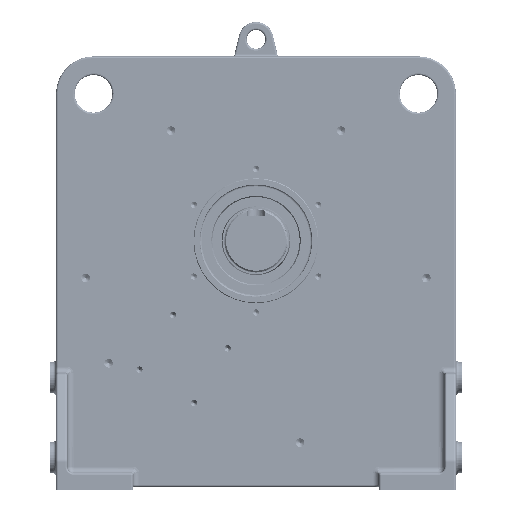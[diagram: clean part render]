
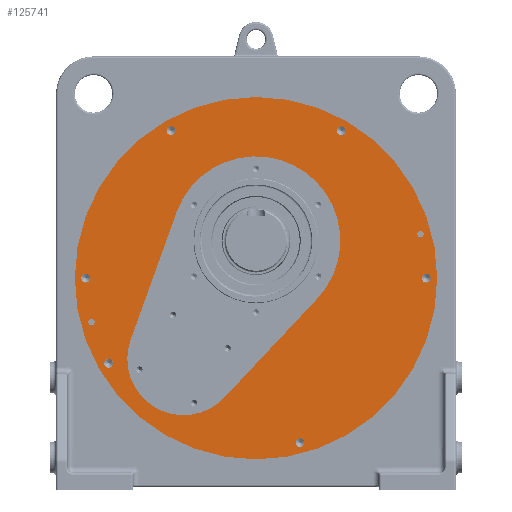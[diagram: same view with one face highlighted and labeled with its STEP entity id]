
A CAD part, front view. The second image highlights one B-rep face of the part: STEP entity #125741.
In plain terms, the highlighted face is planar.
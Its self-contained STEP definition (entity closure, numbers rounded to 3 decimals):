
#8104=LINE('',#185742,#17933);
#8105=LINE('',#185747,#17934);
#17933=VECTOR('',#148460,1000.);
#17934=VECTOR('',#148463,1000.);
#27555=PLANE('',#133715);
#31463=ORIENTED_EDGE('',*,*,#69731,.F.);
#31464=ORIENTED_EDGE('',*,*,#69732,.F.);
#31465=ORIENTED_EDGE('',*,*,#69729,.T.);
#31466=ORIENTED_EDGE('',*,*,#69727,.T.);
#31467=ORIENTED_EDGE('',*,*,#69725,.T.);
#31468=ORIENTED_EDGE('',*,*,#69723,.T.);
#31469=ORIENTED_EDGE('',*,*,#69721,.T.);
#31470=ORIENTED_EDGE('',*,*,#69719,.T.);
#31471=ORIENTED_EDGE('',*,*,#69733,.T.);
#31472=ORIENTED_EDGE('',*,*,#69734,.T.);
#31473=ORIENTED_EDGE('',*,*,#69735,.T.);
#31474=ORIENTED_EDGE('',*,*,#69736,.T.);
#31475=ORIENTED_EDGE('',*,*,#69717,.F.);
#69717=EDGE_CURVE('',#88970,#88970,#101397,.T.);
#69719=EDGE_CURVE('',#88972,#88972,#101399,.T.);
#69721=EDGE_CURVE('',#88974,#88974,#101401,.T.);
#69723=EDGE_CURVE('',#88976,#88976,#101403,.T.);
#69725=EDGE_CURVE('',#88978,#88978,#101405,.T.);
#69727=EDGE_CURVE('',#88980,#88980,#101407,.T.);
#69729=EDGE_CURVE('',#88982,#88982,#101409,.T.);
#69731=EDGE_CURVE('',#88984,#88984,#101411,.T.);
#69732=EDGE_CURVE('',#88985,#88985,#101412,.T.);
#69733=EDGE_CURVE('',#88986,#88987,#8104,.T.);
#69734=EDGE_CURVE('',#88987,#88988,#101413,.T.);
#69735=EDGE_CURVE('',#88988,#88989,#8105,.T.);
#69736=EDGE_CURVE('',#88989,#88986,#101414,.T.);
#88970=VERTEX_POINT('',#185704);
#88972=VERTEX_POINT('',#185709);
#88974=VERTEX_POINT('',#185714);
#88976=VERTEX_POINT('',#185719);
#88978=VERTEX_POINT('',#185724);
#88980=VERTEX_POINT('',#185729);
#88982=VERTEX_POINT('',#185734);
#88984=VERTEX_POINT('',#185739);
#88985=VERTEX_POINT('',#185741);
#88986=VERTEX_POINT('',#185743);
#88987=VERTEX_POINT('',#185744);
#88988=VERTEX_POINT('',#185746);
#88989=VERTEX_POINT('',#185748);
#101397=CIRCLE('',#133695,290.);
#101399=CIRCLE('',#133698,7.);
#101401=CIRCLE('',#133701,7.);
#101403=CIRCLE('',#133704,7.);
#101405=CIRCLE('',#133707,7.);
#101407=CIRCLE('',#133710,7.);
#101409=CIRCLE('',#133713,7.);
#101411=CIRCLE('',#133716,5.053);
#101412=CIRCLE('',#133717,5.053);
#101413=CIRCLE('',#133718,135.);
#101414=CIRCLE('',#133719,90.);
#108233=EDGE_LOOP('',(#31463));
#108234=EDGE_LOOP('',(#31464));
#108235=EDGE_LOOP('',(#31465));
#108236=EDGE_LOOP('',(#31466));
#108237=EDGE_LOOP('',(#31467));
#108238=EDGE_LOOP('',(#31468));
#108239=EDGE_LOOP('',(#31469));
#108240=EDGE_LOOP('',(#31470));
#108241=EDGE_LOOP('',(#31471,#31472,#31473,#31474));
#108242=EDGE_LOOP('',(#31475));
#116964=FACE_BOUND('',#108233,.T.);
#116965=FACE_BOUND('',#108234,.T.);
#116966=FACE_BOUND('',#108235,.T.);
#116967=FACE_BOUND('',#108236,.T.);
#116968=FACE_BOUND('',#108237,.T.);
#116969=FACE_BOUND('',#108238,.T.);
#116970=FACE_BOUND('',#108239,.T.);
#116971=FACE_BOUND('',#108240,.T.);
#116972=FACE_BOUND('',#108241,.T.);
#116973=FACE_BOUND('',#108242,.T.);
#125741=ADVANCED_FACE('',(#116964,#116965,#116966,#116967,#116968,#116969,
#116970,#116971,#116972,#116973),#27555,.F.);
#133695=AXIS2_PLACEMENT_3D('',#185703,#148414,#148415);
#133698=AXIS2_PLACEMENT_3D('',#185708,#148420,#148421);
#133701=AXIS2_PLACEMENT_3D('',#185713,#148426,#148427);
#133704=AXIS2_PLACEMENT_3D('',#185718,#148432,#148433);
#133707=AXIS2_PLACEMENT_3D('',#185723,#148438,#148439);
#133710=AXIS2_PLACEMENT_3D('',#185728,#148444,#148445);
#133713=AXIS2_PLACEMENT_3D('',#185733,#148450,#148451);
#133715=AXIS2_PLACEMENT_3D('',#185737,#148454,#148455);
#133716=AXIS2_PLACEMENT_3D('',#185738,#148456,#148457);
#133717=AXIS2_PLACEMENT_3D('',#185740,#148458,#148459);
#133718=AXIS2_PLACEMENT_3D('',#185745,#148461,#148462);
#133719=AXIS2_PLACEMENT_3D('',#185749,#148464,#148465);
#148414=DIRECTION('',(0.,0.,-1.));
#148415=DIRECTION('',(1.,0.,0.));
#148420=DIRECTION('',(0.,0.,-1.));
#148421=DIRECTION('',(-1.,0.,0.));
#148426=DIRECTION('',(0.,0.,-1.));
#148427=DIRECTION('',(-1.,0.,0.));
#148432=DIRECTION('',(0.,0.,-1.));
#148433=DIRECTION('',(-1.,0.,0.));
#148438=DIRECTION('',(0.,0.,-1.));
#148439=DIRECTION('',(-1.,0.,0.));
#148444=DIRECTION('',(0.,0.,-1.));
#148445=DIRECTION('',(-1.,0.,0.));
#148450=DIRECTION('',(0.,0.,-1.));
#148451=DIRECTION('',(-1.,0.,0.));
#148454=DIRECTION('',(0.,0.,-1.));
#148455=DIRECTION('',(-1.,0.,0.));
#148456=DIRECTION('',(0.,0.,1.));
#148457=DIRECTION('',(-1.,0.,0.));
#148458=DIRECTION('',(0.,0.,1.));
#148459=DIRECTION('',(-1.,0.,0.));
#148460=DIRECTION('',(-0.339,-0.941,0.));
#148461=DIRECTION('',(0.,0.,-1.));
#148462=DIRECTION('',(1.,0.,0.));
#148463=DIRECTION('',(0.684,0.729,0.));
#148464=DIRECTION('',(0.,0.,-1.));
#148465=DIRECTION('',(-1.,0.,0.));
#185703=CARTESIAN_POINT('',(0.,0.,0.));
#185704=CARTESIAN_POINT('',(290.,0.,0.));
#185708=CARTESIAN_POINT('',(272.5,0.,0.));
#185709=CARTESIAN_POINT('',(265.5,0.,0.));
#185713=CARTESIAN_POINT('',(-272.5,0.,0.));
#185714=CARTESIAN_POINT('',(-279.5,0.,0.));
#185718=CARTESIAN_POINT('',(136.25,-235.992,0.));
#185719=CARTESIAN_POINT('',(129.25,-235.992,0.));
#185723=CARTESIAN_POINT('',(235.992,136.25,0.));
#185724=CARTESIAN_POINT('',(228.992,136.25,0.));
#185728=CARTESIAN_POINT('',(-70.528,263.215,0.));
#185729=CARTESIAN_POINT('',(-77.528,263.215,0.));
#185733=CARTESIAN_POINT('',(-136.25,-235.992,0.));
#185734=CARTESIAN_POINT('',(-143.25,-235.992,0.));
#185737=CARTESIAN_POINT('',(0.,0.,0.));
#185738=CARTESIAN_POINT('',(263.215,70.528,0.));
#185739=CARTESIAN_POINT('',(258.162,70.528,0.));
#185740=CARTESIAN_POINT('',(-263.215,-70.528,0.));
#185741=CARTESIAN_POINT('',(-268.268,-70.528,0.));
#185742=CARTESIAN_POINT('',(127.016,-105.737,0.));
#185743=CARTESIAN_POINT('',(200.667,98.799,0.));
#185744=CARTESIAN_POINT('',(127.016,-105.737,0.));
#185745=CARTESIAN_POINT('',(0.,-60.,0.));
#185746=CARTESIAN_POINT('',(-98.421,32.403,0.));
#185747=CARTESIAN_POINT('',(-98.421,32.403,0.));
#185748=CARTESIAN_POINT('',(50.376,190.892,0.));
#185749=CARTESIAN_POINT('',(115.99,129.29,0.));
